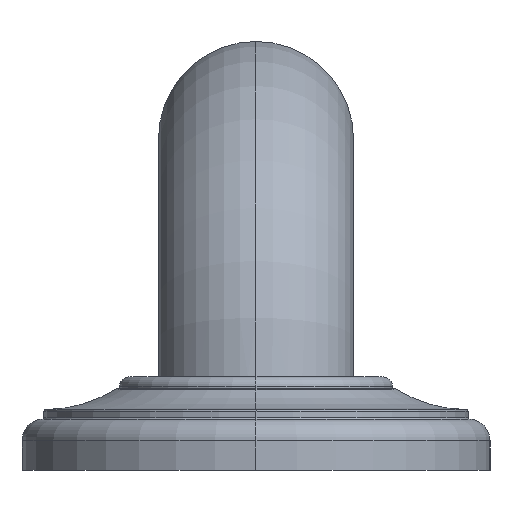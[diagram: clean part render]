
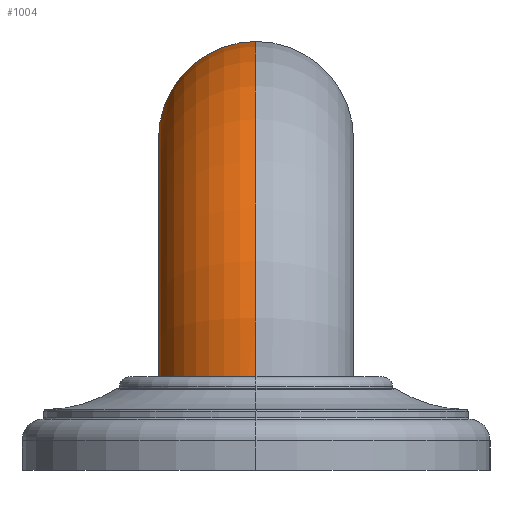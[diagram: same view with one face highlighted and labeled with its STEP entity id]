
A CAD part, left-side view. The second image highlights one B-rep face of the part: STEP entity #1004.
In plain terms, the highlighted toroidal (fillet/blend) face has major radius 41.275 mm and minor radius 15.875 mm.
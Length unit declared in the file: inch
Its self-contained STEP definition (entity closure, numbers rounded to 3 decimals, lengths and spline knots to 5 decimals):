
#186=CARTESIAN_POINT('',(-17.36999,0.,0.6));
#187=CARTESIAN_POINT('',(-17.36999,0.01867,0.6));
#188=CARTESIAN_POINT('',(-17.37166,0.05585,0.6));
#189=CARTESIAN_POINT('',(-17.37919,0.1114,0.6));
#190=CARTESIAN_POINT('',(-17.39166,0.16594,0.6));
#191=CARTESIAN_POINT('',(-17.40903,0.21932,0.6));
#192=CARTESIAN_POINT('',(-17.43107,0.27081,0.6));
#193=CARTESIAN_POINT('',(-17.45775,0.32033,0.6));
#194=CARTESIAN_POINT('',(-17.48868,0.36714,0.6));
#195=CARTESIAN_POINT('',(-17.52384,0.41117,0.6));
#196=CARTESIAN_POINT('',(-17.56271,0.45178,0.6));
#197=CARTESIAN_POINT('',(-17.60519,0.48886,0.6));
#198=CARTESIAN_POINT('',(-17.65076,0.52195,0.6));
#199=CARTESIAN_POINT('',(-17.69916,0.55085,0.6));
#200=CARTESIAN_POINT('',(-17.74999,0.5753,0.6));
#201=CARTESIAN_POINT('',(-17.80272,0.59509,0.6));
#202=CARTESIAN_POINT('',(-17.85713,0.6101,0.6));
#203=CARTESIAN_POINT('',(-17.91249,0.62014,0.6));
#204=CARTESIAN_POINT('',(-17.96872,0.62521,0.6));
#205=CARTESIAN_POINT('',(-18.02494,0.62522,0.6));
#206=CARTESIAN_POINT('',(-18.08113,0.62017,0.6));
#207=CARTESIAN_POINT('',(-18.13643,0.61015,0.6));
#208=CARTESIAN_POINT('',(-18.19076,0.59518,0.6));
#209=CARTESIAN_POINT('',(-18.24338,0.57544,0.6));
#210=CARTESIAN_POINT('',(-18.29409,0.55104,0.6));
#211=CARTESIAN_POINT('',(-18.34237,0.52222,0.6));
#212=CARTESIAN_POINT('',(-18.38783,0.48921,0.6));
#213=CARTESIAN_POINT('',(-18.43021,0.45221,0.6));
#214=CARTESIAN_POINT('',(-18.46899,0.41167,0.6));
#215=CARTESIAN_POINT('',(-18.50409,0.36769,0.6));
#216=CARTESIAN_POINT('',(-18.53498,0.32092,0.6));
#217=CARTESIAN_POINT('',(-18.56165,0.27138,0.6));
#218=CARTESIAN_POINT('',(-18.58369,0.21985,0.6));
#219=CARTESIAN_POINT('',(-18.60107,0.16637,0.6));
#220=CARTESIAN_POINT('',(-18.61355,0.11172,0.6));
#221=CARTESIAN_POINT('',(-18.6211,0.05602,0.6));
#222=CARTESIAN_POINT('',(-18.62278,0.01873,0.6));
#223=CARTESIAN_POINT('',(-18.62278,0.,0.6));
#274=CARTESIAN_POINT('',(-16.375,0.,0.5));
#275=DIRECTION('',(0.,1.,0.));
#276=DIRECTION('',(-0.995,0.,0.1));
#277=AXIS2_PLACEMENT_3D('',#274,#275,#276);
#279=CARTESIAN_POINT('',(-16.375,0.,0.5));
#280=DIRECTION('',(0.,1.,0.));
#281=DIRECTION('',(-0.999,0.,0.044));
#282=AXIS2_PLACEMENT_3D('',#279,#280,#281);
#293=CARTESIAN_POINT('',(-16.375,0.,2.125));
#294=DIRECTION('',(1.,0.,0.));
#295=DIRECTION('',(0.,0.,-1.));
#296=AXIS2_PLACEMENT_3D('',#293,#294,#295);
#610=CARTESIAN_POINT('',(-16.375,0.,1.5));
#611=CARTESIAN_POINT('',(-16.375,0.,2.75));
#612=VERTEX_POINT('',#610);
#613=VERTEX_POINT('',#611);
#618=VERTEX_POINT('',#186);
#619=VERTEX_POINT('',#223);
#990=CARTESIAN_POINT('',(-16.375,0.,0.5));
#991=DIRECTION('',(0.,1.,0.));
#992=DIRECTION('',(1.,0.,0.));
#993=AXIS2_PLACEMENT_3D('',#990,#991,#992);
#994=TOROIDAL_SURFACE('',#993,1.625,0.625);
#995=ORIENTED_EDGE('',*,*,#971,.F.);
#997=ORIENTED_EDGE('',*,*,#996,.T.);
#999=ORIENTED_EDGE('',*,*,#998,.T.);
#1001=ORIENTED_EDGE('',*,*,#1000,.F.);
#1002=EDGE_LOOP('',(#995,#997,#999,#1001));
#1003=FACE_OUTER_BOUND('',#1002,.F.);
#1004=ADVANCED_FACE('',(#1003),#994,.T.);
#224=B_SPLINE_CURVE_WITH_KNOTS('',3,(#186,#187,#188,#189,#190,#191,#192,#193,
#194,#195,#196,#197,#198,#199,#200,#201,#202,#203,#204,#205,#206,#207,#208,#209,
#210,#211,#212,#213,#214,#215,#216,#217,#218,#219,#220,#221,#222,#223),
.UNSPECIFIED.,.F.,.F.,(4,1,1,1,1,1,1,1,1,1,1,1,1,1,1,1,1,1,1,1,1,1,1,1,1,1,1,1,
1,1,1,1,1,1,1,4),(0.,0.02857,0.05714,0.08571,
0.11429,0.14286,0.17143,0.2,0.22857,
0.25714,0.28571,0.31429,0.34286,
0.37143,0.4,0.42857,0.45714,0.48571,
0.51429,0.54286,0.57143,0.6,0.62857,
0.65714,0.68571,0.71429,0.74286,
0.77143,0.8,0.82857,0.85714,0.88571,
0.91429,0.94286,0.97143,1.),.UNSPECIFIED.);
#278=CIRCLE('',#277,1.);
#283=CIRCLE('',#282,2.25);
#297=CIRCLE('',#296,0.625);
#971=EDGE_CURVE('',#618,#619,#224,.T.);
#996=EDGE_CURVE('',#618,#612,#278,.T.);
#998=EDGE_CURVE('',#612,#613,#297,.T.);
#1000=EDGE_CURVE('',#619,#613,#283,.T.);
